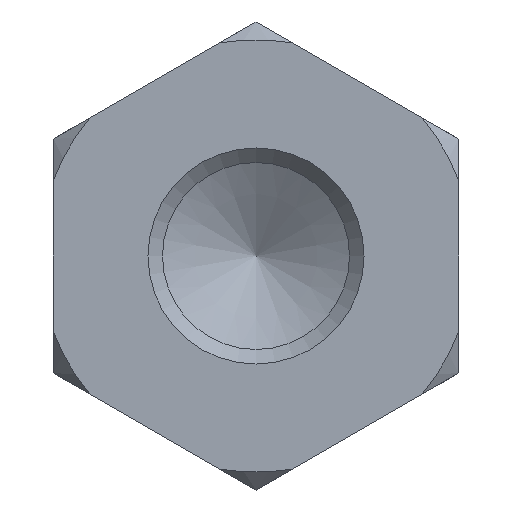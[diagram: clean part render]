
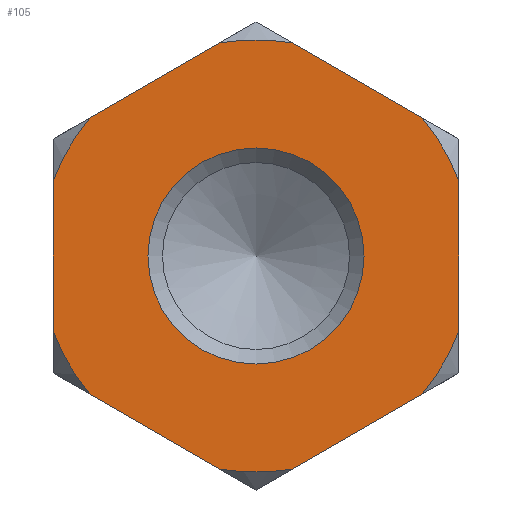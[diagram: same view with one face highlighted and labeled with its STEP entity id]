
A CAD part, front view. The second image highlights one B-rep face of the part: STEP entity #105.
In plain terms, the highlighted planar face has unit normal (0, -1, 0).
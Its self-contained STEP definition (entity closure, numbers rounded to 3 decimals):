
#105 = ADVANCED_FACE( '', ( #214, #215 ), #216, .F. );
#214 = FACE_BOUND( '', #320, .T. );
#215 = FACE_OUTER_BOUND( '', #321, .T. );
#216 = PLANE( '', #322 );
#320 = EDGE_LOOP( '', ( #541 ) );
#321 = EDGE_LOOP( '', ( #542, #543, #544, #545, #546, #547, #548, #549, #550, #551, #552, #553 ) );
#322 = AXIS2_PLACEMENT_3D( '', #554, #555, #556 );
#541 = ORIENTED_EDGE( '', *, *, #673, .F. );
#542 = ORIENTED_EDGE( '', *, *, #686, .T. );
#543 = ORIENTED_EDGE( '', *, *, #657, .T. );
#544 = ORIENTED_EDGE( '', *, *, #637, .T. );
#545 = ORIENTED_EDGE( '', *, *, #613, .T. );
#546 = ORIENTED_EDGE( '', *, *, #634, .T. );
#547 = ORIENTED_EDGE( '', *, *, #700, .T. );
#548 = ORIENTED_EDGE( '', *, *, #655, .T. );
#549 = ORIENTED_EDGE( '', *, *, #646, .T. );
#550 = ORIENTED_EDGE( '', *, *, #626, .T. );
#551 = ORIENTED_EDGE( '', *, *, #701, .T. );
#552 = ORIENTED_EDGE( '', *, *, #702, .T. );
#553 = ORIENTED_EDGE( '', *, *, #694, .T. );
#554 = CARTESIAN_POINT( '', ( 16., 0., 0. ) );
#555 = DIRECTION( '', ( 0., 1., 0. ) );
#556 = DIRECTION( '', ( 0., 0., 1. ) );
#613 = EDGE_CURVE( '', #722, #720, #723, .T. );
#626 = EDGE_CURVE( '', #744, #745, #746, .T. );
#634 = EDGE_CURVE( '', #720, #757, #758, .T. );
#637 = EDGE_CURVE( '', #761, #722, #762, .T. );
#646 = EDGE_CURVE( '', #776, #744, #777, .T. );
#655 = EDGE_CURVE( '', #787, #776, #789, .T. );
#657 = EDGE_CURVE( '', #791, #761, #792, .T. );
#673 = EDGE_CURVE( '', #815, #815, #816, .T. );
#686 = EDGE_CURVE( '', #832, #791, #833, .T. );
#694 = EDGE_CURVE( '', #841, #832, #842, .T. );
#700 = EDGE_CURVE( '', #757, #787, #848, .T. );
#701 = EDGE_CURVE( '', #745, #849, #850, .T. );
#702 = EDGE_CURVE( '', #849, #841, #851, .T. );
#720 = VERTEX_POINT( '', #880 );
#722 = VERTEX_POINT( '', #887 );
#723 = LINE( '', #888, #889 );
#744 = VERTEX_POINT( '', #944 );
#745 = VERTEX_POINT( '', #945 );
#746 = CIRCLE( '', #946, 16. );
#757 = VERTEX_POINT( '', #965 );
#758 = CIRCLE( '', #966, 16. );
#761 = VERTEX_POINT( '', #972 );
#762 = CIRCLE( '', #973, 16. );
#776 = VERTEX_POINT( '', #1020 );
#777 = LINE( '', #1021, #1022 );
#787 = VERTEX_POINT( '', #1048 );
#789 = CIRCLE( '', #1055, 16. );
#791 = VERTEX_POINT( '', #1057 );
#792 = LINE( '', #1058, #1059 );
#815 = VERTEX_POINT( '', #1126 );
#816 = CIRCLE( '', #1127, 8. );
#832 = VERTEX_POINT( '', #1145 );
#833 = CIRCLE( '', #1146, 16. );
#841 = VERTEX_POINT( '', #1162 );
#842 = LINE( '', #1163, #1164 );
#848 = LINE( '', #1174, #1175 );
#849 = VERTEX_POINT( '', #1176 );
#850 = LINE( '', #1177, #1178 );
#851 = CIRCLE( '', #1179, 16. );
#880 = CARTESIAN_POINT( '', ( 2.678, 0., 15.774 ) );
#887 = CARTESIAN_POINT( '', ( 12.322, 0., 10.206 ) );
#888 = CARTESIAN_POINT( '', ( 19.5, 0., 6.062 ) );
#889 = VECTOR( '', #1196, 1000. );
#944 = CARTESIAN_POINT( '', ( -15., 0., -5.568 ) );
#945 = CARTESIAN_POINT( '', ( -12.322, 0., -10.206 ) );
#946 = AXIS2_PLACEMENT_3D( '', #1208, #1209, #1210 );
#965 = CARTESIAN_POINT( '', ( -2.678, 0., 15.774 ) );
#966 = AXIS2_PLACEMENT_3D( '', #1216, #1217, #1218 );
#972 = CARTESIAN_POINT( '', ( 15., 0., 5.568 ) );
#973 = AXIS2_PLACEMENT_3D( '', #1219, #1220, #1221 );
#1020 = CARTESIAN_POINT( '', ( -15., 0., 5.568 ) );
#1021 = CARTESIAN_POINT( '', ( -15., 0., 0. ) );
#1022 = VECTOR( '', #1226, 1000. );
#1048 = CARTESIAN_POINT( '', ( -12.322, 0., 10.206 ) );
#1055 = AXIS2_PLACEMENT_3D( '', #1232, #1233, #1234 );
#1057 = CARTESIAN_POINT( '', ( 15., 0., -5.568 ) );
#1058 = CARTESIAN_POINT( '', ( 15., 0., 0. ) );
#1059 = VECTOR( '', #1235, 1000. );
#1126 = CARTESIAN_POINT( '', ( 0., 0., -8. ) );
#1127 = AXIS2_PLACEMENT_3D( '', #1248, #1249, #1250 );
#1145 = CARTESIAN_POINT( '', ( 12.322, 0., -10.206 ) );
#1146 = AXIS2_PLACEMENT_3D( '', #1271, #1272, #1273 );
#1162 = CARTESIAN_POINT( '', ( 2.678, 0., -15.774 ) );
#1163 = CARTESIAN_POINT( '', ( 19.5, 0., -6.062 ) );
#1164 = VECTOR( '', #1277, 1000. );
#1174 = CARTESIAN_POINT( '', ( 4.5, 0., 19.919 ) );
#1175 = VECTOR( '', #1279, 1000. );
#1176 = CARTESIAN_POINT( '', ( -2.678, 0., -15.774 ) );
#1177 = CARTESIAN_POINT( '', ( 4.5, 0., -19.919 ) );
#1178 = VECTOR( '', #1280, 1000. );
#1179 = AXIS2_PLACEMENT_3D( '', #1281, #1282, #1283 );
#1196 = DIRECTION( '', ( -0.866, 0., 0.5 ) );
#1208 = CARTESIAN_POINT( '', ( 0., 0., 0. ) );
#1209 = DIRECTION( '', ( 0., -1., 0. ) );
#1210 = DIRECTION( '', ( 0., 0., -1. ) );
#1216 = CARTESIAN_POINT( '', ( 0., 0., 0. ) );
#1217 = DIRECTION( '', ( 0., -1., 0. ) );
#1218 = DIRECTION( '', ( 0., 0., -1. ) );
#1219 = CARTESIAN_POINT( '', ( 0., 0., 0. ) );
#1220 = DIRECTION( '', ( 0., -1., 0. ) );
#1221 = DIRECTION( '', ( 0., 0., -1. ) );
#1226 = DIRECTION( '', ( 0., 0., -1. ) );
#1232 = CARTESIAN_POINT( '', ( 0., 0., 0. ) );
#1233 = DIRECTION( '', ( 0., -1., 0. ) );
#1234 = DIRECTION( '', ( 0., 0., -1. ) );
#1235 = DIRECTION( '', ( 0., 0., 1. ) );
#1248 = CARTESIAN_POINT( '', ( 0., 0., 0. ) );
#1249 = DIRECTION( '', ( 0., -1., 0. ) );
#1250 = DIRECTION( '', ( 0., 0., -1. ) );
#1271 = CARTESIAN_POINT( '', ( 0., 0., 0. ) );
#1272 = DIRECTION( '', ( 0., -1., 0. ) );
#1273 = DIRECTION( '', ( 0., 0., -1. ) );
#1277 = DIRECTION( '', ( 0.866, 0., 0.5 ) );
#1279 = DIRECTION( '', ( -0.866, 0., -0.5 ) );
#1280 = DIRECTION( '', ( 0.866, 0., -0.5 ) );
#1281 = CARTESIAN_POINT( '', ( 0., 0., 0. ) );
#1282 = DIRECTION( '', ( 0., -1., 0. ) );
#1283 = DIRECTION( '', ( 0., 0., -1. ) );
